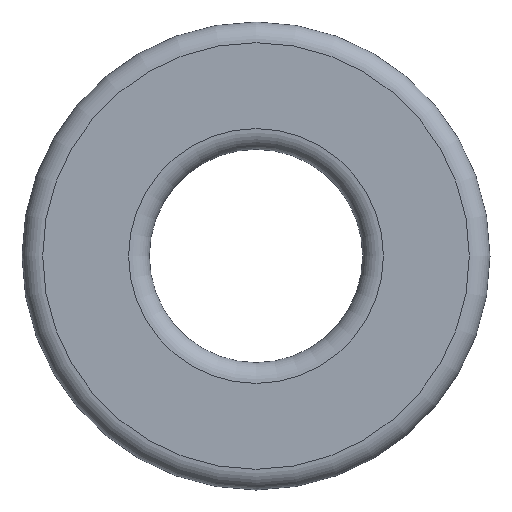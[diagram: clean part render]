
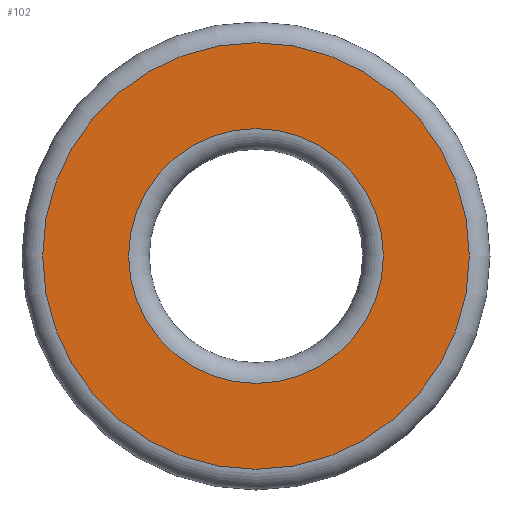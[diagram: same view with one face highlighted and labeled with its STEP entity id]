
A CAD part, front view. The second image highlights one B-rep face of the part: STEP entity #102.
In plain terms, the highlighted planar face has unit normal (0, -1, 0).
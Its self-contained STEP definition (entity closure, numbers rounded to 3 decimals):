
#19=PLANE('',#138);
#26=FACE_BOUND('',#47,.T.);
#34=FACE_OUTER_BOUND('',#46,.T.);
#46=EDGE_LOOP('',(#86));
#47=EDGE_LOOP('',(#87));
#58=CIRCLE('',#137,6.15);
#59=CIRCLE('',#139,10.3);
#66=VERTEX_POINT('',#208);
#67=VERTEX_POINT('',#211);
#74=EDGE_CURVE('',#66,#66,#58,.T.);
#75=EDGE_CURVE('',#67,#67,#59,.T.);
#86=ORIENTED_EDGE('',*,*,#75,.F.);
#87=ORIENTED_EDGE('',*,*,#74,.F.);
#102=ADVANCED_FACE('',(#34,#26),#19,.T.);
#137=AXIS2_PLACEMENT_3D('',#209,#167,#168);
#138=AXIS2_PLACEMENT_3D('',#210,#169,#170);
#139=AXIS2_PLACEMENT_3D('',#212,#171,#172);
#167=DIRECTION('center_axis',(0.,-1.,0.));
#168=DIRECTION('ref_axis',(-1.,0.,0.));
#169=DIRECTION('center_axis',(0.,-1.,0.));
#170=DIRECTION('ref_axis',(1.,0.,0.));
#171=DIRECTION('center_axis',(0.,1.,0.));
#172=DIRECTION('ref_axis',(-1.,0.,0.));
#208=CARTESIAN_POINT('',(6.15,-5.1,11.3));
#209=CARTESIAN_POINT('Origin',(0.,-5.1,11.3));
#210=CARTESIAN_POINT('Origin',(0.,-5.1,11.3));
#211=CARTESIAN_POINT('',(10.3,-5.1,11.3));
#212=CARTESIAN_POINT('Origin',(0.,-5.1,11.3));
